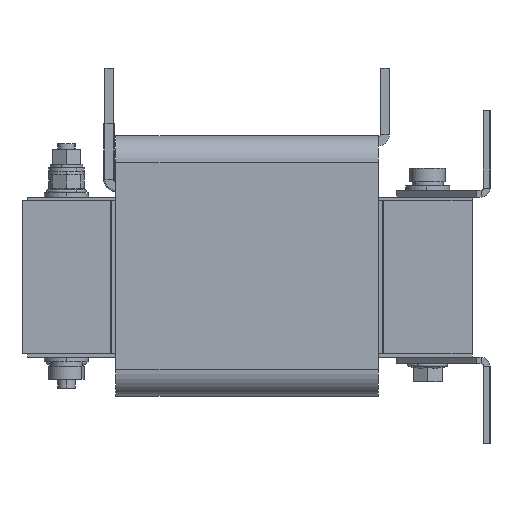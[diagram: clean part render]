
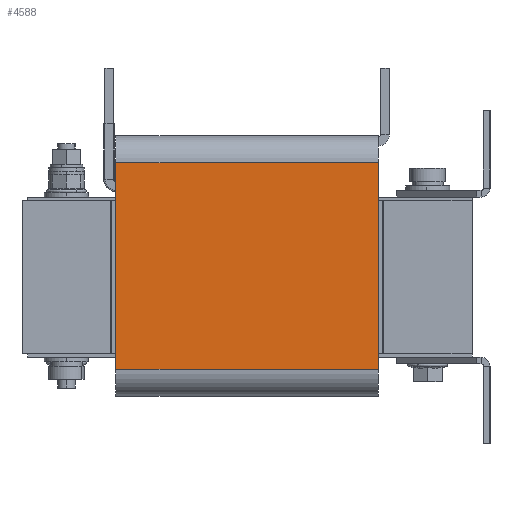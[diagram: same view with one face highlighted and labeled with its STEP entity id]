
A CAD part, left-side view. The second image highlights one B-rep face of the part: STEP entity #4588.
In plain terms, the highlighted planar face has unit normal (-1, 0, 0).
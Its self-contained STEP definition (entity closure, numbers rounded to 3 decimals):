
#1185 = CARTESIAN_POINT ( 'NONE',  ( -117.5, 59., -41.5 ) ) ;
#2038 = VERTEX_POINT ( 'NONE', #12613 ) ;
#2544 = DIRECTION ( 'NONE',  ( 0., -1., 0. ) ) ;
#2678 = ORIENTED_EDGE ( 'NONE', *, *, #5200, .F. ) ;
#3604 = CARTESIAN_POINT ( 'NONE',  ( -117.5, 59., -41.5 ) ) ;
#3817 = CARTESIAN_POINT ( 'NONE',  ( -117.5, 59., 51.5 ) ) ;
#4588 = ADVANCED_FACE ( 'NONE', ( #4989 ), #11219, .F. ) ;
#4639 = EDGE_LOOP ( 'NONE', ( #13181, #2678, #14205, #5076 ) ) ;
#4809 = EDGE_CURVE ( 'NONE', #2038, #12031, #14187, .T. ) ;
#4989 = FACE_OUTER_BOUND ( 'NONE', #4639, .T. ) ;
#5076 = ORIENTED_EDGE ( 'NONE', *, *, #10916, .T. ) ;
#5200 = EDGE_CURVE ( 'NONE', #12031, #5754, #5340, .T. ) ;
#5340 = LINE ( 'NONE', #10257, #7916 ) ;
#5417 = CARTESIAN_POINT ( 'NONE',  ( -117.5, -59., -41.5 ) ) ;
#5754 = VERTEX_POINT ( 'NONE', #6979 ) ;
#6047 = DIRECTION ( 'NONE',  ( 0., -1., 0. ) ) ;
#6345 = DIRECTION ( 'NONE',  ( 0., 0., 1. ) ) ;
#6657 = DIRECTION ( 'NONE',  ( 0., 1., 0. ) ) ;
#6979 = CARTESIAN_POINT ( 'NONE',  ( -117.5, -59., 51.5 ) ) ;
#7401 = CARTESIAN_POINT ( 'NONE',  ( -117.5, 59., -41.5 ) ) ;
#7407 = AXIS2_PLACEMENT_3D ( 'NONE', #1185, #12198, #6657 ) ;
#7711 = CARTESIAN_POINT ( 'NONE',  ( -117.5, -59., -41.5 ) ) ;
#7916 = VECTOR ( 'NONE', #6047, 1000. ) ;
#8167 = EDGE_CURVE ( 'NONE', #8757, #5754, #12054, .T. ) ;
#8757 = VERTEX_POINT ( 'NONE', #7711 ) ;
#9110 = VECTOR ( 'NONE', #9752, 1000. ) ;
#9183 = VECTOR ( 'NONE', #2544, 1000. ) ;
#9522 = LINE ( 'NONE', #3604, #9183 ) ;
#9752 = DIRECTION ( 'NONE',  ( 0., 0., 1. ) ) ;
#10257 = CARTESIAN_POINT ( 'NONE',  ( -117.5, 59., 51.5 ) ) ;
#10916 = EDGE_CURVE ( 'NONE', #2038, #8757, #9522, .T. ) ;
#11200 = VECTOR ( 'NONE', #6345, 1000. ) ;
#11219 = PLANE ( 'NONE',  #7407 ) ;
#12031 = VERTEX_POINT ( 'NONE', #3817 ) ;
#12054 = LINE ( 'NONE', #5417, #9110 ) ;
#12198 = DIRECTION ( 'NONE',  ( 1., 0., 0. ) ) ;
#12613 = CARTESIAN_POINT ( 'NONE',  ( -117.5, 59., -41.5 ) ) ;
#13181 = ORIENTED_EDGE ( 'NONE', *, *, #8167, .T. ) ;
#14187 = LINE ( 'NONE', #7401, #11200 ) ;
#14205 = ORIENTED_EDGE ( 'NONE', *, *, #4809, .F. ) ;
